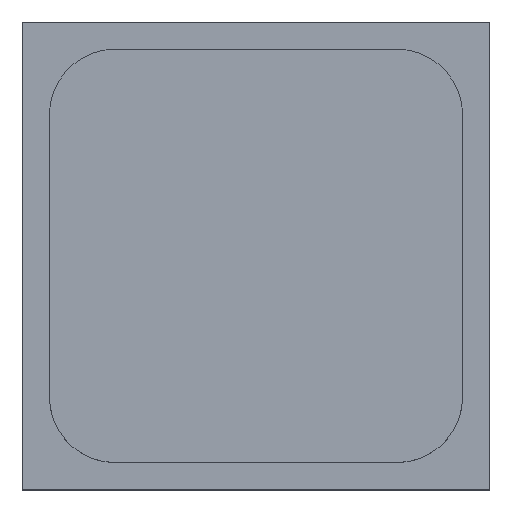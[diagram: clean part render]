
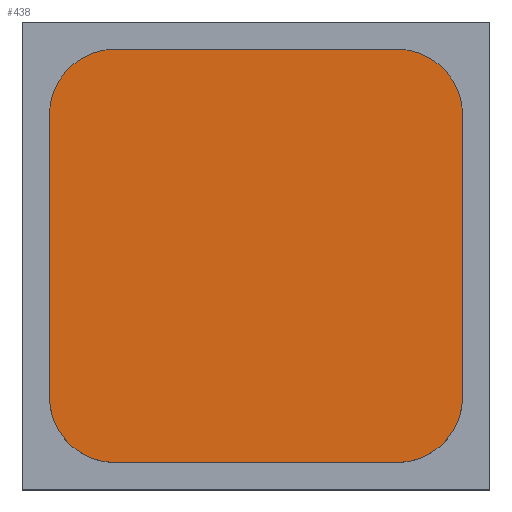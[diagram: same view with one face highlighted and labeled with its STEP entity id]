
A CAD part, top view. The second image highlights one B-rep face of the part: STEP entity #438.
In plain terms, the highlighted planar face has unit normal (0, 0, 1).
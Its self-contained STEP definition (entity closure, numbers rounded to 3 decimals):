
#24=PLANE('',#488);
#50=FACE_OUTER_BOUND('',#76,.T.);
#76=EDGE_LOOP('',(#345,#346,#347,#348,#349,#350,#351,#352));
#99=LINE('',#653,#151);
#105=LINE('',#668,#157);
#107=LINE('',#674,#159);
#108=LINE('',#676,#160);
#151=VECTOR('',#529,10.);
#157=VECTOR('',#545,10.);
#159=VECTOR('',#553,10.);
#160=VECTOR('',#556,10.);
#197=CIRCLE('',#472,4.);
#202=CIRCLE('',#480,4.);
#203=CIRCLE('',#482,4.);
#204=CIRCLE('',#485,4.);
#205=VERTEX_POINT('',#629);
#206=VERTEX_POINT('',#630);
#215=VERTEX_POINT('',#652);
#216=VERTEX_POINT('',#656);
#217=VERTEX_POINT('',#660);
#218=VERTEX_POINT('',#661);
#219=VERTEX_POINT('',#666);
#220=VERTEX_POINT('',#670);
#245=EDGE_CURVE('',#205,#206,#197,.T.);
#256=EDGE_CURVE('',#215,#206,#99,.T.);
#258=EDGE_CURVE('',#215,#216,#202,.T.);
#260=EDGE_CURVE('',#217,#218,#203,.T.);
#264=EDGE_CURVE('',#217,#219,#105,.T.);
#265=EDGE_CURVE('',#220,#219,#204,.T.);
#267=EDGE_CURVE('',#220,#216,#107,.T.);
#268=EDGE_CURVE('',#205,#218,#108,.T.);
#345=ORIENTED_EDGE('',*,*,#245,.F.);
#346=ORIENTED_EDGE('',*,*,#268,.T.);
#347=ORIENTED_EDGE('',*,*,#260,.F.);
#348=ORIENTED_EDGE('',*,*,#264,.T.);
#349=ORIENTED_EDGE('',*,*,#265,.F.);
#350=ORIENTED_EDGE('',*,*,#267,.T.);
#351=ORIENTED_EDGE('',*,*,#258,.F.);
#352=ORIENTED_EDGE('',*,*,#256,.T.);
#438=ADVANCED_FACE('',(#50),#24,.T.);
#472=AXIS2_PLACEMENT_3D('',#631,#509,#510);
#480=AXIS2_PLACEMENT_3D('',#657,#533,#534);
#482=AXIS2_PLACEMENT_3D('',#662,#538,#539);
#485=AXIS2_PLACEMENT_3D('',#671,#548,#549);
#488=AXIS2_PLACEMENT_3D('',#677,#557,#558);
#509=DIRECTION('center_axis',(0.,0.,-1.));
#510=DIRECTION('ref_axis',(-0.707,0.707,0.));
#529=DIRECTION('',(-1.,0.,0.));
#533=DIRECTION('center_axis',(0.,0.,-1.));
#534=DIRECTION('ref_axis',(0.707,0.707,0.));
#538=DIRECTION('center_axis',(0.,0.,-1.));
#539=DIRECTION('ref_axis',(-0.707,-0.707,0.));
#545=DIRECTION('',(1.,0.,0.));
#548=DIRECTION('center_axis',(0.,0.,-1.));
#549=DIRECTION('ref_axis',(0.707,-0.707,0.));
#553=DIRECTION('',(0.,1.,0.));
#556=DIRECTION('',(0.,-1.,0.));
#557=DIRECTION('center_axis',(0.,0.,1.));
#558=DIRECTION('ref_axis',(1.,0.,0.));
#629=CARTESIAN_POINT('',(1.65,22.65,4.2));
#630=CARTESIAN_POINT('',(5.65,26.65,4.2));
#631=CARTESIAN_POINT('Origin',(5.65,22.65,4.2));
#652=CARTESIAN_POINT('',(22.65,26.65,4.2));
#653=CARTESIAN_POINT('',(26.65,26.65,4.2));
#656=CARTESIAN_POINT('',(26.65,22.65,4.2));
#657=CARTESIAN_POINT('Origin',(22.65,22.65,4.2));
#660=CARTESIAN_POINT('',(5.65,1.65,4.2));
#661=CARTESIAN_POINT('',(1.65,5.65,4.2));
#662=CARTESIAN_POINT('Origin',(5.65,5.65,4.2));
#666=CARTESIAN_POINT('',(22.65,1.65,4.2));
#668=CARTESIAN_POINT('',(1.65,1.65,4.2));
#670=CARTESIAN_POINT('',(26.65,5.65,4.2));
#671=CARTESIAN_POINT('Origin',(22.65,5.65,4.2));
#674=CARTESIAN_POINT('',(26.65,1.65,4.2));
#676=CARTESIAN_POINT('',(1.65,26.65,4.2));
#677=CARTESIAN_POINT('Origin',(14.15,14.15,4.2));
